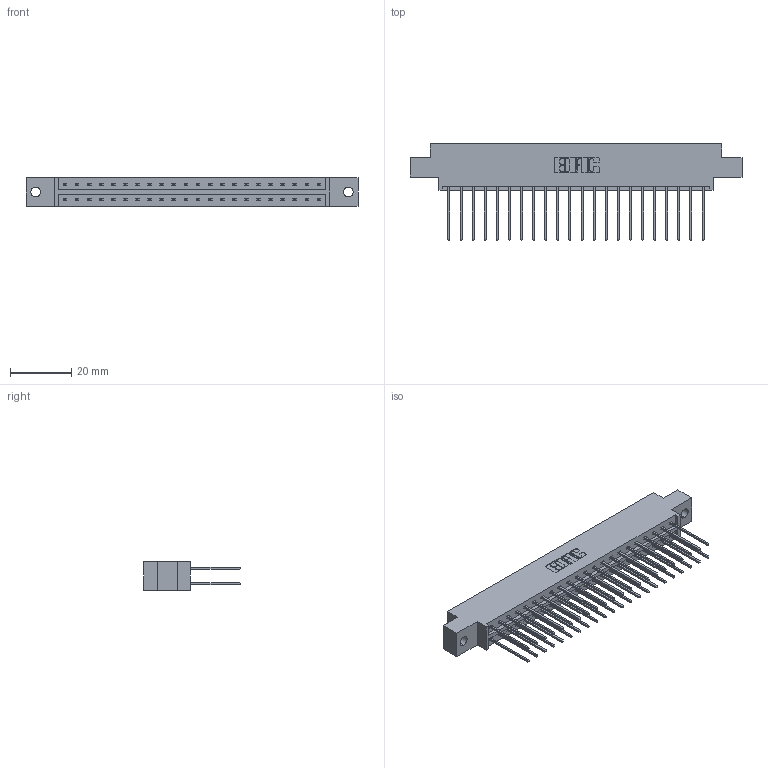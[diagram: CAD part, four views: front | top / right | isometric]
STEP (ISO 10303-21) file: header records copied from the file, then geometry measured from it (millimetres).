
FILE_DESCRIPTION (( 'STEP AP203' ), '1' );
FILE_NAME ('833-044-542-802.STEP', '2020-06-04T01:31:25', ( '' ), ( '' ), 'SwSTEP 2.0', 'SolidWorks 2020', '' );
FILE_SCHEMA (( 'CONFIG_CONTROL_DESIGN' ));
Length unit declared in the file: inch
Products named in the file (3): 833 Part_Offset - .128 Dia; 833-044-542-802; 345-292-001_345-293-142
Assembly tree (45 placements, depth 2):
  833-044-542-802
    833 Part_Offset - .128 Dia
    345-292-001_345-293-142  x44
Bounding box: 108.71 x 31.63 x 9.4 mm (x, y, z)
Volume: 10852.5 mm3; surface area: 13577.8 mm2
Topology: 45 solids, 45 shells, 2406 faces, 7143 edges, 4702 vertices
Faces by surface type: plane 1658, cylinder 748
Entity records: 16893 total; most frequent: CARTESIAN_POINT 2826, ORIENTED_EDGE 2762, DIRECTION 2449, EDGE_CURVE 1381, VECTOR 1253, LINE 1253, VERTEX_POINT 918, AXIS2_PLACEMENT_3D 598
